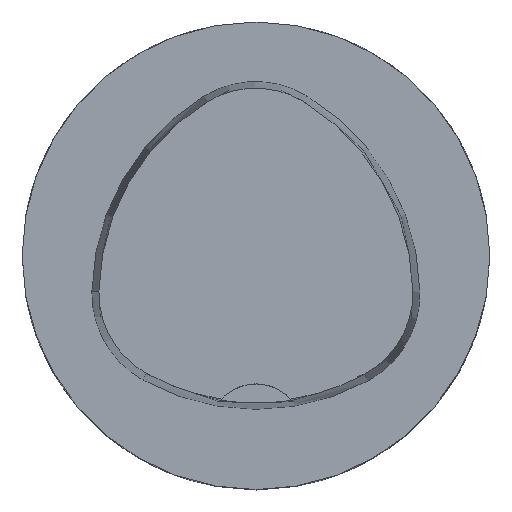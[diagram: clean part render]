
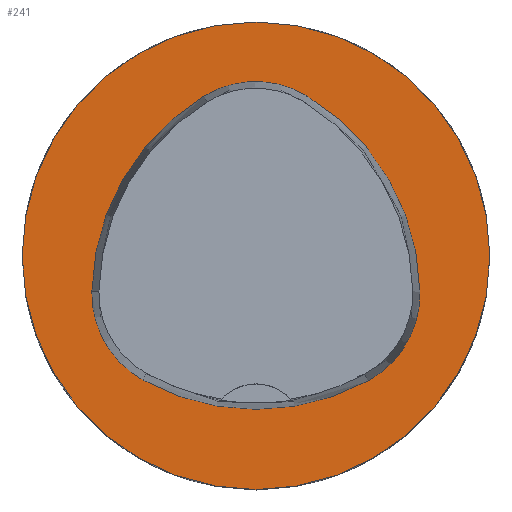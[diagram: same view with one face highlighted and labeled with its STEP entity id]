
A CAD part, top view. The second image highlights one B-rep face of the part: STEP entity #241.
In plain terms, the highlighted planar face has unit normal (0, 0, 1).
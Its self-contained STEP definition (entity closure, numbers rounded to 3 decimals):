
#241=ADVANCED_FACE('',(#497,#498),#301,.T.);
#301=PLANE('',#1475);
#497=FACE_BOUND('',#552,.T.);
#498=FACE_BOUND('',#553,.T.);
#552=EDGE_LOOP('',(#768,#769,#770,#771,#772,#773));
#553=EDGE_LOOP('',(#774));
#768=ORIENTED_EDGE('',*,*,#1181,.T.);
#769=ORIENTED_EDGE('',*,*,#1161,.T.);
#770=ORIENTED_EDGE('',*,*,#1165,.T.);
#771=ORIENTED_EDGE('',*,*,#1168,.T.);
#772=ORIENTED_EDGE('',*,*,#1171,.T.);
#773=ORIENTED_EDGE('',*,*,#1179,.T.);
#774=ORIENTED_EDGE('',*,*,#1184,.F.);
#1029=VERTEX_POINT('',#2329);
#1030=VERTEX_POINT('',#2330);
#1033=VERTEX_POINT('',#2338);
#1035=VERTEX_POINT('',#2344);
#1037=VERTEX_POINT('',#2350);
#1044=VERTEX_POINT('',#2371);
#1045=VERTEX_POINT('',#2381);
#1161=EDGE_CURVE('',#1029,#1030,#1280,.T.);
#1165=EDGE_CURVE('',#1030,#1033,#1282,.T.);
#1168=EDGE_CURVE('',#1033,#1035,#1284,.T.);
#1171=EDGE_CURVE('',#1035,#1037,#1286,.T.);
#1179=EDGE_CURVE('',#1037,#1044,#1290,.T.);
#1181=EDGE_CURVE('',#1044,#1029,#1292,.T.);
#1184=EDGE_CURVE('',#1045,#1045,#1295,.T.);
#1280=CIRCLE('',#1452,20.);
#1282=CIRCLE('',#1455,8.5);
#1284=CIRCLE('',#1458,20.);
#1286=CIRCLE('',#1461,8.5);
#1290=CIRCLE('',#1466,20.);
#1292=CIRCLE('',#1469,8.5);
#1295=CIRCLE('',#1474,20.);
#1452=AXIS2_PLACEMENT_3D('',#2328,#1713,#1714);
#1455=AXIS2_PLACEMENT_3D('',#2337,#1721,#1722);
#1458=AXIS2_PLACEMENT_3D('',#2343,#1728,#1729);
#1461=AXIS2_PLACEMENT_3D('',#2349,#1735,#1736);
#1466=AXIS2_PLACEMENT_3D('',#2372,#1747,#1748);
#1469=AXIS2_PLACEMENT_3D('',#2375,#1753,#1754);
#1474=AXIS2_PLACEMENT_3D('',#2380,#1763,#1764);
#1475=AXIS2_PLACEMENT_3D('',#2382,#1765,#1766);
#1713=DIRECTION('',(0.,0.,-1.));
#1714=DIRECTION('',(-1.,0.,0.));
#1721=DIRECTION('',(0.,0.,-1.));
#1722=DIRECTION('',(-1.,0.,0.));
#1728=DIRECTION('',(0.,0.,-1.));
#1729=DIRECTION('',(-1.,0.,0.));
#1735=DIRECTION('',(0.,0.,-1.));
#1736=DIRECTION('',(-1.,0.,0.));
#1747=DIRECTION('',(0.,0.,-1.));
#1748=DIRECTION('',(-1.,0.,0.));
#1753=DIRECTION('',(0.,0.,-1.));
#1754=DIRECTION('',(-1.,0.,0.));
#1763=DIRECTION('',(0.,0.,-1.));
#1764=DIRECTION('',(-1.,0.,0.));
#1765=DIRECTION('',(0.,0.,1.));
#1766=DIRECTION('',(1.,0.,0.));
#2328=CARTESIAN_POINT('',(5.955,-3.414,0.));
#2329=CARTESIAN_POINT('',(-14.041,-3.042,0.));
#2330=CARTESIAN_POINT('',(-4.472,13.653,0.));
#2337=CARTESIAN_POINT('',(-0.04,6.4,0.));
#2338=CARTESIAN_POINT('',(4.347,13.68,0.));
#2343=CARTESIAN_POINT('',(-5.976,-3.45,0.));
#2344=CARTESIAN_POINT('',(14.021,-3.075,0.));
#2349=CARTESIAN_POINT('',(5.522,-3.235,0.));
#2350=CARTESIAN_POINT('',(9.588,-10.699,0.));
#2371=CARTESIAN_POINT('',(-9.655,-10.639,0.));
#2372=CARTESIAN_POINT('',(0.022,6.864,0.));
#2375=CARTESIAN_POINT('',(-5.543,-3.2,0.));
#2380=CARTESIAN_POINT('',(0.,0.,0.));
#2381=CARTESIAN_POINT('',(-20.,0.,0.));
#2382=CARTESIAN_POINT('',(0.,0.,0.));
